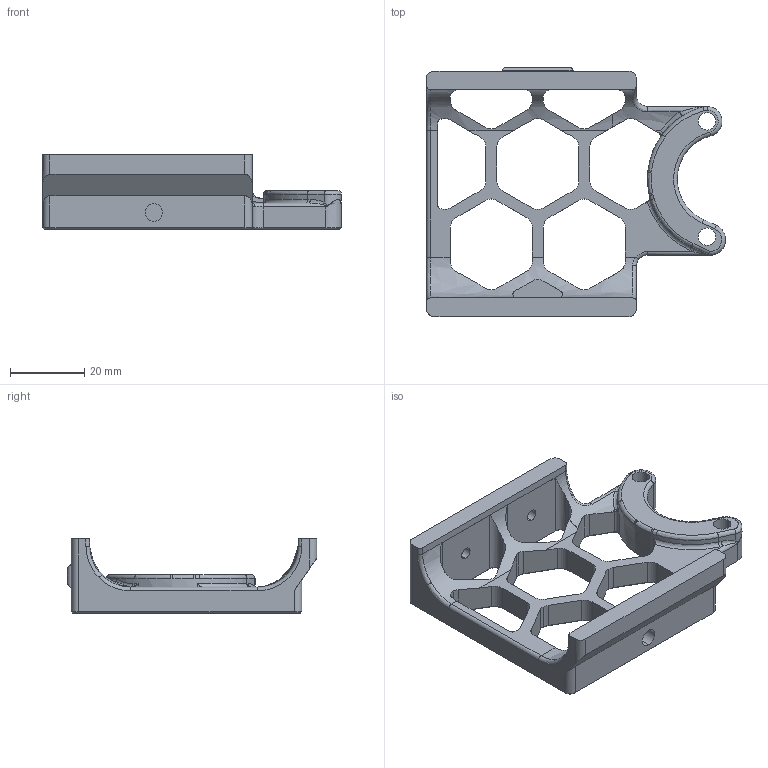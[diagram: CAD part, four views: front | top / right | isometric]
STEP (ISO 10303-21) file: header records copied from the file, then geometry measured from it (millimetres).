
FILE_DESCRIPTION (( 'STEP AP203' ), '1' );
FILE_NAME ('v2.0_skirt_right_300_button_PCB.STEP', '2023-01-20T23:16:40', ( '' ), ( '' ), 'SwSTEP 2.0', 'SolidWorks 2022', '' );
FILE_SCHEMA (( 'CONFIG_CONTROL_DESIGN' ));
Length unit declared in the file: millimetre
Products named in the file (1): v2.0_skirt_right_300_button_PCB
Bounding box: 80.36 x 67 x 20 mm (x, y, z)
Volume: 22611.5 mm3; surface area: 13316.8 mm2
Topology: 1 solids, 1 shells, 293 faces, 779 edges, 482 vertices
Faces by surface type: plane 112, cylinder 81, cone 60, bspline 33, torus 7
Entity records: 13132 total; most frequent: CARTESIAN_POINT 6165, ORIENTED_EDGE 1556, DIRECTION 1288, EDGE_CURVE 778, VERTEX_POINT 482, AXIS2_PLACEMENT_3D 455, VECTOR 378, LINE 378
